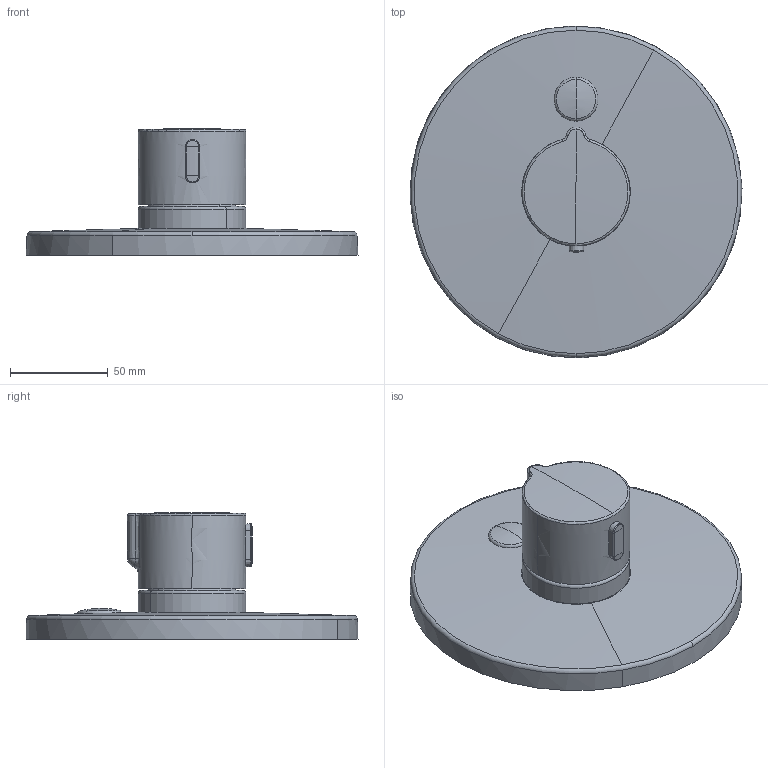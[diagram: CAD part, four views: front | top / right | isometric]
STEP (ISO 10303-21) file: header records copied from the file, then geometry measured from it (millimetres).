
FILE_DESCRIPTION (( 'STEP AP203' ), '1' );
FILE_NAME ('6617C(2016)+81919001+6617CZ(2021)+81919009(2021).STEP', '2021-06-03T08:44:59', ( '' ), ( '' ), 'SwSTEP 2.0', 'SolidWorks 2016', '' );
FILE_SCHEMA (( 'CONFIG_CONTROL_DESIGN' ));
Length unit declared in the file: millimetre
Products named in the file (1): 6617C(2016)+81919001+6617CZ(2021)+81919009(2021)
Bounding box: 169.98 x 169.98 x 64.95 mm (x, y, z)
Volume: 417744.8 mm3; surface area: 61999.5 mm2
Topology: 1 solids, 1 shells, 46 faces, 117 edges, 78 vertices
Faces by surface type: torus 16, sphere 8, plane 6, bspline 6, cylinder 5, cone 5
Entity records: 1824 total; most frequent: CARTESIAN_POINT 686, ORIENTED_EDGE 234, DIRECTION 218, EDGE_CURVE 117, AXIS2_PLACEMENT_3D 103, VERTEX_POINT 78, CIRCLE 62, EDGE_LOOP 51
